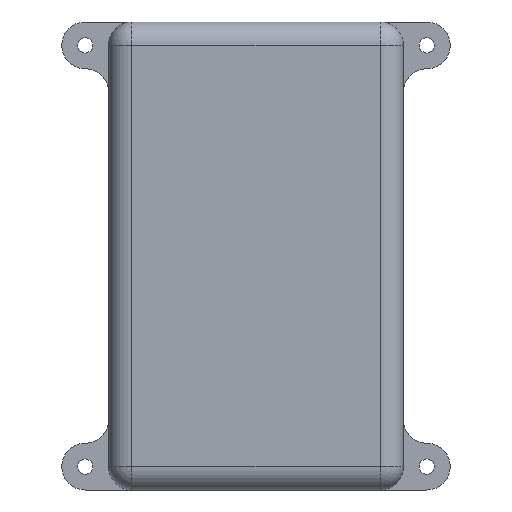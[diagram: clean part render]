
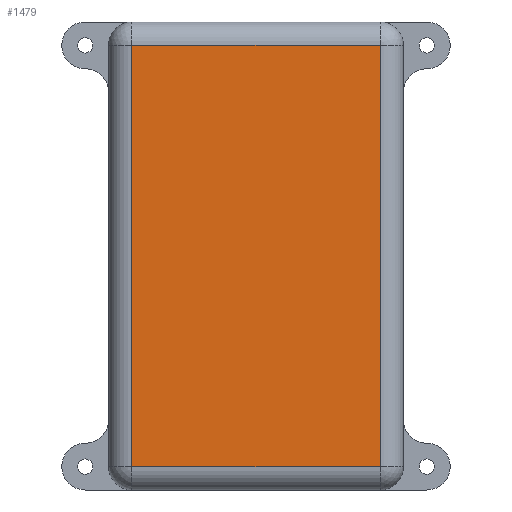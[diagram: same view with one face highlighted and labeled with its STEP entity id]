
A CAD part, front view. The second image highlights one B-rep face of the part: STEP entity #1479.
In plain terms, the highlighted planar face has unit normal (0, -1, 0).
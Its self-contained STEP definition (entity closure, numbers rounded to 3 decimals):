
#231=FACE_OUTER_BOUND('',#327,.T.);
#327=EDGE_LOOP('',(#1310,#1311,#1312,#1313));
#462=LINE('',#2540,#593);
#463=LINE('',#2552,#594);
#464=LINE('',#2554,#595);
#465=LINE('',#2557,#596);
#593=VECTOR('',#2074,10.);
#594=VECTOR('',#2093,10.);
#595=VECTOR('',#2096,10.);
#596=VECTOR('',#2101,10.);
#731=VERTEX_POINT('',#2530);
#732=VERTEX_POINT('',#2536);
#733=VERTEX_POINT('',#2543);
#734=VERTEX_POINT('',#2548);
#932=EDGE_CURVE('',#731,#732,#462,.T.);
#939=EDGE_CURVE('',#732,#734,#463,.T.);
#940=EDGE_CURVE('',#734,#733,#464,.T.);
#941=EDGE_CURVE('',#733,#731,#465,.T.);
#1310=ORIENTED_EDGE('',*,*,#932,.F.);
#1311=ORIENTED_EDGE('',*,*,#941,.F.);
#1312=ORIENTED_EDGE('',*,*,#940,.F.);
#1313=ORIENTED_EDGE('',*,*,#939,.F.);
#1404=PLANE('',#1666);
#1479=ADVANCED_FACE('',(#231),#1404,.F.);
#1666=AXIS2_PLACEMENT_3D('',#2561,#2108,#2109);
#2074=DIRECTION('',(0.,0.,-1.));
#2093=DIRECTION('',(-1.,0.,0.));
#2096=DIRECTION('',(0.,0.,1.));
#2101=DIRECTION('',(1.,0.,0.));
#2108=DIRECTION('center_axis',(0.,1.,0.));
#2109=DIRECTION('ref_axis',(0.,0.,1.));
#2530=CARTESIAN_POINT('',(58.,0.,-5.));
#2536=CARTESIAN_POINT('',(58.,0.,-95.));
#2540=CARTESIAN_POINT('',(58.,0.,-25.));
#2543=CARTESIAN_POINT('',(5.,0.,-5.));
#2548=CARTESIAN_POINT('',(5.,0.,-95.));
#2552=CARTESIAN_POINT('',(47.25,0.,-95.));
#2554=CARTESIAN_POINT('',(5.,0.,-75.));
#2557=CARTESIAN_POINT('',(15.75,0.,-5.));
#2561=CARTESIAN_POINT('Origin',(31.5,0.,-50.));
